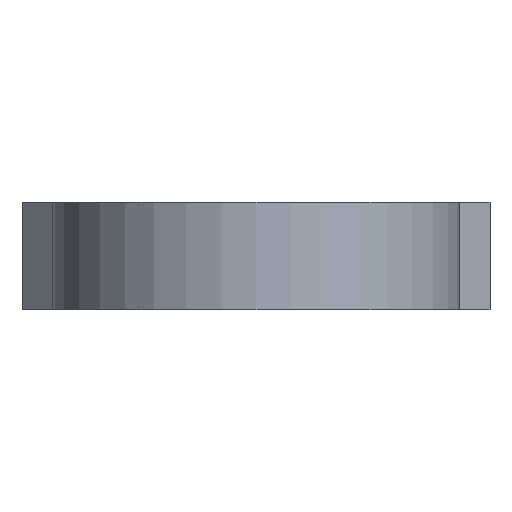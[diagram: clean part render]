
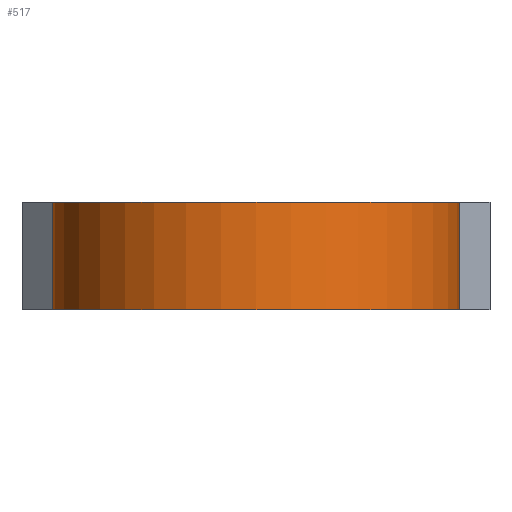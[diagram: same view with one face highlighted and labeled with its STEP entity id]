
A CAD part, front view. The second image highlights one B-rep face of the part: STEP entity #517.
In plain terms, the highlighted cylindrical face has radius 18.975 mm (diameter 37.951 mm), a partial arc.
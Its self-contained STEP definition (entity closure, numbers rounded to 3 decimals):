
#8 = ORIENTED_EDGE ( 'NONE', *, *, #449, .T. ) ;
#19 = ORIENTED_EDGE ( 'NONE', *, *, #367, .F. ) ;
#50 = VERTEX_POINT ( 'NONE', #598 ) ;
#53 = ORIENTED_EDGE ( 'NONE', *, *, #196, .F. ) ;
#71 = FACE_OUTER_BOUND ( 'NONE', #388, .T. ) ;
#76 = CARTESIAN_POINT ( 'NONE',  ( 6.134, -75.431, 0. ) ) ;
#88 = VERTEX_POINT ( 'NONE', #654 ) ;
#106 = DIRECTION ( 'NONE',  ( 0., 0., -1. ) ) ;
#136 = DIRECTION ( 'NONE',  ( 0., 0., 1. ) ) ;
#167 = VERTEX_POINT ( 'NONE', #504 ) ;
#196 = EDGE_CURVE ( 'NONE', #88, #167, #525, .T. ) ;
#218 = EDGE_CURVE ( 'NONE', #50, #237, #547, .T. ) ;
#223 = AXIS2_PLACEMENT_3D ( 'NONE', #278, #617, #338 ) ;
#225 = CARTESIAN_POINT ( 'NONE',  ( -12.841, -75.431, 10. ) ) ;
#234 = VECTOR ( 'NONE', #106, 1000. ) ;
#237 = VERTEX_POINT ( 'NONE', #283 ) ;
#278 = CARTESIAN_POINT ( 'NONE',  ( 6.134, -75.431, 10. ) ) ;
#283 = CARTESIAN_POINT ( 'NONE',  ( 25.11, -75.431, 0. ) ) ;
#287 = CYLINDRICAL_SURFACE ( 'NONE', #442, 18.975 ) ;
#326 = DIRECTION ( 'NONE',  ( 0., 0., -1. ) ) ;
#328 = AXIS2_PLACEMENT_3D ( 'NONE', #76, #136, #667 ) ;
#338 = DIRECTION ( 'NONE',  ( 1., 0., 0. ) ) ;
#367 = EDGE_CURVE ( 'NONE', #167, #237, #428, .T. ) ;
#388 = EDGE_LOOP ( 'NONE', ( #19, #53, #8, #542 ) ) ;
#428 = LINE ( 'NONE', #482, #562 ) ;
#442 = AXIS2_PLACEMENT_3D ( 'NONE', #662, #326, #498 ) ;
#449 = EDGE_CURVE ( 'NONE', #88, #50, #685, .T. ) ;
#482 = CARTESIAN_POINT ( 'NONE',  ( 25.11, -75.431, 10. ) ) ;
#487 = DIRECTION ( 'NONE',  ( 0., 0., -1. ) ) ;
#498 = DIRECTION ( 'NONE',  ( -1., 0., 0. ) ) ;
#504 = CARTESIAN_POINT ( 'NONE',  ( 25.11, -75.431, 10. ) ) ;
#517 = ADVANCED_FACE ( 'NONE', ( #71 ), #287, .T. ) ;
#525 = CIRCLE ( 'NONE', #223, 18.975 ) ;
#542 = ORIENTED_EDGE ( 'NONE', *, *, #218, .T. ) ;
#547 = CIRCLE ( 'NONE', #328, 18.975 ) ;
#562 = VECTOR ( 'NONE', #487, 1000. ) ;
#598 = CARTESIAN_POINT ( 'NONE',  ( -12.841, -75.431, 0. ) ) ;
#617 = DIRECTION ( 'NONE',  ( 0., 0., 1. ) ) ;
#654 = CARTESIAN_POINT ( 'NONE',  ( -12.841, -75.431, 10. ) ) ;
#662 = CARTESIAN_POINT ( 'NONE',  ( 6.134, -75.431, 10. ) ) ;
#667 = DIRECTION ( 'NONE',  ( 1., 0., 0. ) ) ;
#685 = LINE ( 'NONE', #225, #234 ) ;
